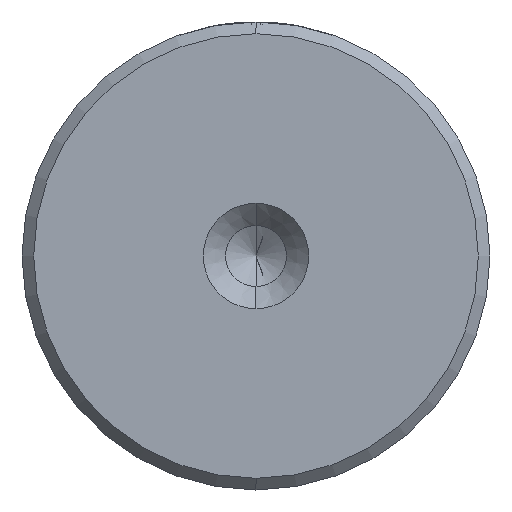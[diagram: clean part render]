
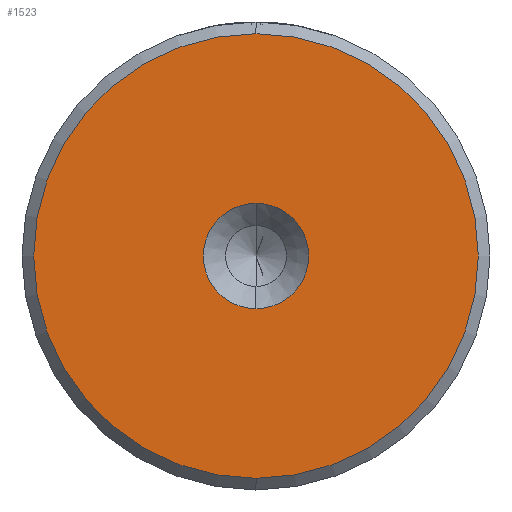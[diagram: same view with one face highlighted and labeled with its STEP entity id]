
A CAD part, left-side view. The second image highlights one B-rep face of the part: STEP entity #1523.
In plain terms, the highlighted planar face has unit normal (-1, 0, 0).
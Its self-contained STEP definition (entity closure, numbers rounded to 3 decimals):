
#20 = CIRCLE ( 'NONE', #217, 9.5 ) ;
#32 = ORIENTED_EDGE ( 'NONE', *, *, #2132, .F. ) ;
#75 = CARTESIAN_POINT ( 'NONE',  ( 0., 0., -9.5 ) ) ;
#97 = FACE_BOUND ( 'NONE', #1678, .T. ) ;
#124 = AXIS2_PLACEMENT_3D ( 'NONE', #1406, #309, #1594 ) ;
#198 = DIRECTION ( 'NONE',  ( -1., 0., 0. ) ) ;
#203 = DIRECTION ( 'NONE',  ( 0., 0., 1. ) ) ;
#209 = DIRECTION ( 'NONE',  ( -1., 0., 0. ) ) ;
#217 = AXIS2_PLACEMENT_3D ( 'NONE', #221, #209, #203 ) ;
#221 = CARTESIAN_POINT ( 'NONE',  ( 0., 0., 0. ) ) ;
#260 = CARTESIAN_POINT ( 'NONE',  ( 0., 0., -2.25 ) ) ;
#295 = EDGE_LOOP ( 'NONE', ( #744, #2214 ) ) ;
#309 = DIRECTION ( 'NONE',  ( -1., 0., 0. ) ) ;
#330 = EDGE_CURVE ( 'NONE', #1698, #2146, #20, .T. ) ;
#584 = CARTESIAN_POINT ( 'NONE',  ( 0., 0., 0. ) ) ;
#744 = ORIENTED_EDGE ( 'NONE', *, *, #330, .T. ) ;
#763 = DIRECTION ( 'NONE',  ( 0., 0., 1. ) ) ;
#765 = AXIS2_PLACEMENT_3D ( 'NONE', #1778, #863, #2152 ) ;
#785 = VERTEX_POINT ( 'NONE', #1615 ) ;
#863 = DIRECTION ( 'NONE',  ( -1., 0., 0. ) ) ;
#1111 = CIRCLE ( 'NONE', #124, 2.25 ) ;
#1191 = EDGE_CURVE ( 'NONE', #785, #1647, #2113, .T. ) ;
#1297 = CARTESIAN_POINT ( 'NONE',  ( 0., 0., 0. ) ) ;
#1399 = PLANE ( 'NONE',  #765 ) ;
#1406 = CARTESIAN_POINT ( 'NONE',  ( 0., 0., 0. ) ) ;
#1484 = DIRECTION ( 'NONE',  ( 0., 0., 1. ) ) ;
#1523 = ADVANCED_FACE ( 'NONE', ( #2076, #97 ), #1399, .T. ) ;
#1594 = DIRECTION ( 'NONE',  ( 0., 0., 1. ) ) ;
#1615 = CARTESIAN_POINT ( 'NONE',  ( 0., 0., 2.25 ) ) ;
#1647 = VERTEX_POINT ( 'NONE', #260 ) ;
#1678 = EDGE_LOOP ( 'NONE', ( #2135, #32 ) ) ;
#1698 = VERTEX_POINT ( 'NONE', #75 ) ;
#1778 = CARTESIAN_POINT ( 'NONE',  ( 0., 0., 0. ) ) ;
#1811 = AXIS2_PLACEMENT_3D ( 'NONE', #1297, #198, #1484 ) ;
#1864 = DIRECTION ( 'NONE',  ( -1., 0., 0. ) ) ;
#1865 = CIRCLE ( 'NONE', #2086, 9.5 ) ;
#1902 = EDGE_CURVE ( 'NONE', #2146, #1698, #1865, .T. ) ;
#2076 = FACE_OUTER_BOUND ( 'NONE', #295, .T. ) ;
#2086 = AXIS2_PLACEMENT_3D ( 'NONE', #584, #1864, #763 ) ;
#2113 = CIRCLE ( 'NONE', #1811, 2.25 ) ;
#2132 = EDGE_CURVE ( 'NONE', #1647, #785, #1111, .T. ) ;
#2135 = ORIENTED_EDGE ( 'NONE', *, *, #1191, .F. ) ;
#2146 = VERTEX_POINT ( 'NONE', #2365 ) ;
#2152 = DIRECTION ( 'NONE',  ( 0., 0., 1. ) ) ;
#2214 = ORIENTED_EDGE ( 'NONE', *, *, #1902, .T. ) ;
#2365 = CARTESIAN_POINT ( 'NONE',  ( 0., 0., 9.5 ) ) ;
